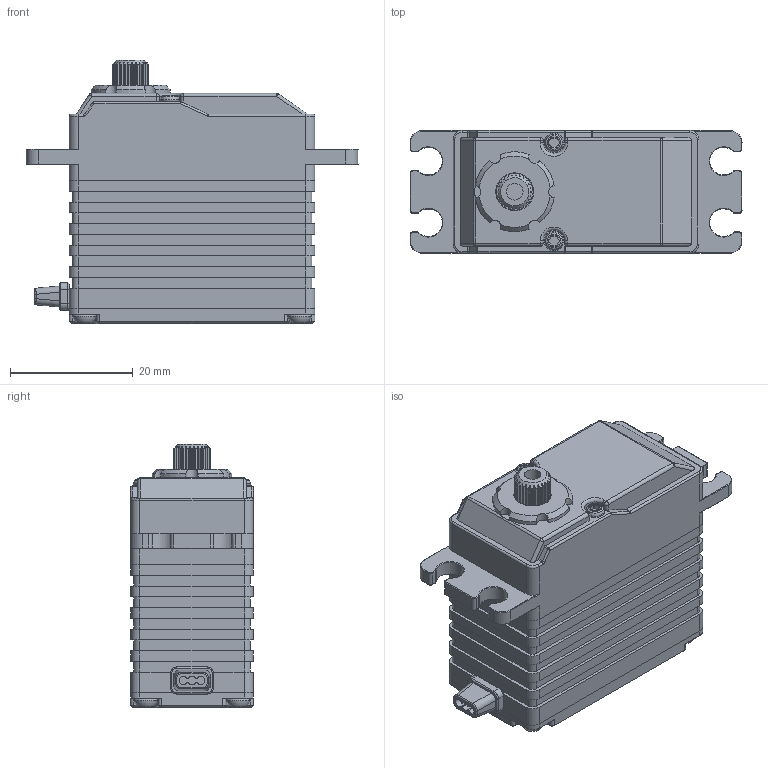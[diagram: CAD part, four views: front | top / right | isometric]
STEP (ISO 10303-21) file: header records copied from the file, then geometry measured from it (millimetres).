
FILE_DESCRIPTION(/* description */ ('STEP AP242','CAx-IF Rec.Pracs.---Representation and Presentation of Product Manufacturing Information (PMI)---4.0---2014-10-13','CAx-IF Rec.Pracs.---3D Tessellated Geometry---0.4---2014-09-14','2;1'),/* implementation_level */ '2;1');
FILE_NAME(/* name */ '63ea4632034a626188b7efa4',/* time_stamp */ '2023-02-13T14:16:21+00:00',/* author */ (''),/* organization */ (''),/* preprocessor_version */ 'ST-DEVELOPER v18.102',/* originating_system */ ' ',/* authorisation */ ' ');
FILE_SCHEMA (('AP242_MANAGED_MODEL_BASED_3D_ENGINEERING_MIM_LF { 1 0 10303 442 1 1 4 }'));
Products named in the file (13): Axon Max; DDJ-STDCAR2-LUOSI2; DDJ-STDCAR6-T3; DDJ-STDLOW-ZHOUCHENG; DDJ-STDCAR2-LUOSI2_3; DDJ-STDCAR2-LUOSI_1; DDJ-STDCAR6-B; DDJ-STDCAR6-M; DDJ-STDCAR2-LUOSI2_2; DDJ-STDCAR2-LUOSI; DDJ-STDCAR2-XIANTAO; DDJ-STDCAR2-LUOSI2_1; DDJ-STDCAR-GEAR5
Assembly tree (12 placements, depth 2):
  Axon Max
    DDJ-STDCAR2-LUOSI2
    DDJ-STDCAR6-T3
    DDJ-STDLOW-ZHOUCHENG
    DDJ-STDCAR2-LUOSI2_3
    DDJ-STDCAR2-LUOSI_1
    DDJ-STDCAR6-B
    DDJ-STDCAR6-M
    DDJ-STDCAR2-LUOSI2_2
    DDJ-STDCAR2-LUOSI
    DDJ-STDCAR2-XIANTAO
    DDJ-STDCAR2-LUOSI2_1
    DDJ-STDCAR-GEAR5
Bounding box: 54 x 20 x 42.9 mm (x, y, z)
Volume: 29607.8 mm3; surface area: 15626.7 mm2
Topology: 12 solids, 13 shells, 1818 faces, 4695 edges, 2969 vertices
Faces by surface type: cylinder 842, plane 514, cone 201, bspline 158, torus 85, sphere 18
Full cylindrical faces by diameter (mm): 1 x50, 1.4 x100, 1.65 x2, 2 x6, 2.1 x8, 2.3 x2, 2.7 x1, 2.8 x4, 3.5 x2, 3.6 x1, 4 x3, 4.6 x1, 5 x1, 5.8 x1, 6 x3, 6.15 x1, 6.6 x1, 7 x2, 8 x1, 9 x2, 9.2 x1, 10 x3, 13 x1
Entity records: 67025 total; most frequent: CARTESIAN_POINT 26633, DIRECTION 8363, ORIENTED_EDGE 8198, EDGE_CURVE 4099, AXIS2_PLACEMENT_3D 3230, VERTEX_POINT 2619, LINE 1903, VECTOR 1903
